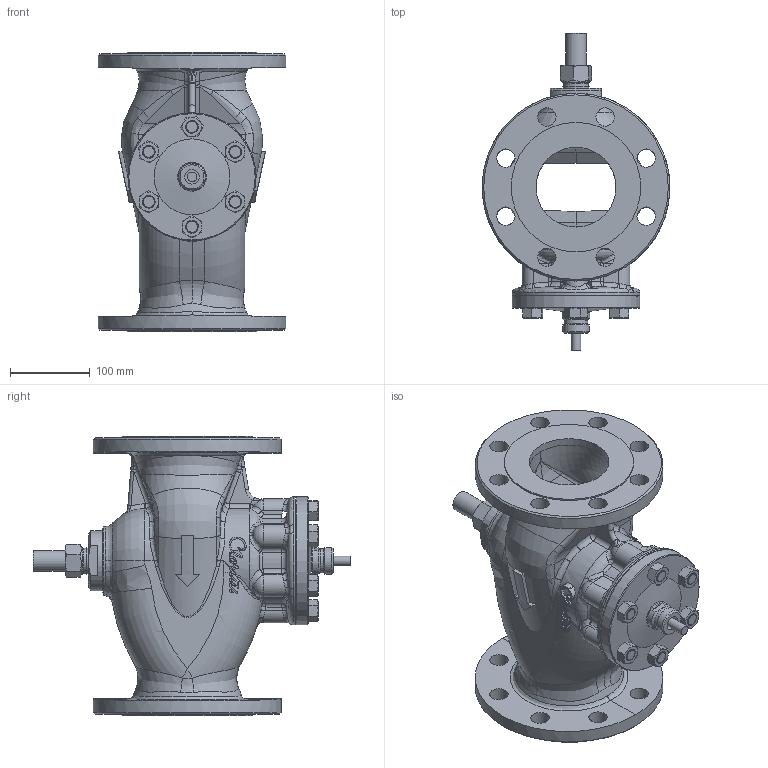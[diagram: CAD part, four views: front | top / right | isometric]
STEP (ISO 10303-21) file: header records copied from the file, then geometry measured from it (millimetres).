
FILE_DESCRIPTION (( 'STEP AP214' ), '1' );
FILE_NAME ('DN100H2F.STEP', '2016-06-24T06:13:49', ( 'GFR' ), ( '' ), 'SwSTEP 2.0', 'SolidWorks 2014', '' );
FILE_SCHEMA (( 'AUTOMOTIVE_DESIGN' ));
Length unit declared in the file: millimetre
Products named in the file (1): DN100H2F
Bounding box: 235 x 397.65 x 350 mm (x, y, z)
Surface area: 507395.4 mm2 (no closed solid volume)
Topology: 0 solids, 27 shells, 1215 faces, 4222 edges, 2805 vertices
Faces by surface type: plane 649, bspline 278, cylinder 145, cone 76, torus 41, sphere 26
Full cylindrical faces by diameter (mm): 12 x1, 18.2 x1, 23 x16, 25.8 x1, 30 x1, 31.3 x1, 33.2 x1, 33.249 x1, 33.3 x1, 35 x1, 75 x1, 80 x1, 100 x2, 160 x2, 162 x2, 235 x2
Entity records: 73264 total; most frequent: CARTESIAN_POINT 29047, ORIENTED_EDGE 6917, DIRECTION 5125, EDGE_CURVE 4140, VERTEX_POINT 2788, AXIS2_PLACEMENT_3D 1712, LINE 1701, VECTOR 1701
